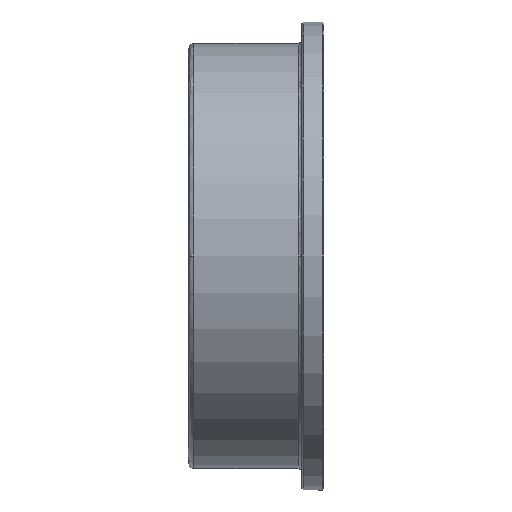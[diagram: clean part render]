
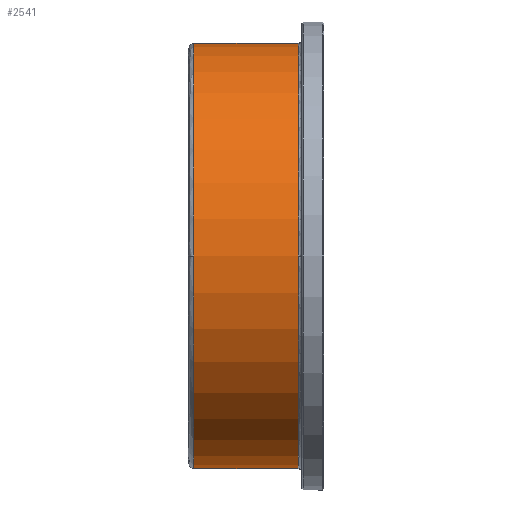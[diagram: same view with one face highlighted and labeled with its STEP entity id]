
A CAD part, front view. The second image highlights one B-rep face of the part: STEP entity #2541.
In plain terms, the highlighted cylindrical face has radius 17.45 mm (diameter 34.9 mm), a partial arc.
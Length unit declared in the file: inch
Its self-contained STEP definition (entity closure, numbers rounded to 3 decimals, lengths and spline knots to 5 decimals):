
#137 = CYLINDRICAL_SURFACE ( 'NONE', #2122, 0.687 ) ;
#139 = FACE_OUTER_BOUND ( 'NONE', #2042, .T. ) ;
#311 = CIRCLE ( 'NONE', #2241, 0.687 ) ;
#362 = CIRCLE ( 'NONE', #2260, 0.687 ) ;
#375 = CIRCLE ( 'NONE', #2256, 0.687 ) ;
#412 = VECTOR ( 'NONE', #2783, 39.37008 ) ;
#420 = LINE ( 'NONE', #2797, #412 ) ;
#429 = VECTOR ( 'NONE', #2676, 39.37008 ) ;
#435 = LINE ( 'NONE', #2661, #429 ) ;
#932 = CARTESIAN_POINT ( 'NONE',  ( 0.2185, 0., 0.687 ) ) ;
#1018 = CARTESIAN_POINT ( 'NONE',  ( -0.2013, -0.687, 0. ) ) ;
#1102 = CARTESIAN_POINT ( 'NONE',  ( -0.2013, 0., -0.687 ) ) ;
#1165 = CARTESIAN_POINT ( 'NONE',  ( 0.2185, 0., -0.687 ) ) ;
#1176 = CARTESIAN_POINT ( 'NONE',  ( -0.2013, 0., 0.687 ) ) ;
#1497 = ORIENTED_EDGE ( 'NONE', *, *, #2338, .F. ) ;
#1498 = ORIENTED_EDGE ( 'NONE', *, *, #2390, .F. ) ;
#1499 = ORIENTED_EDGE ( 'NONE', *, *, #2351, .T. ) ;
#1500 = ORIENTED_EDGE ( 'NONE', *, *, #2420, .T. ) ;
#1501 = ORIENTED_EDGE ( 'NONE', *, *, #2395, .T. ) ;
#1925 = VERTEX_POINT ( 'NONE', #1176 ) ;
#1927 = VERTEX_POINT ( 'NONE', #1165 ) ;
#1940 = VERTEX_POINT ( 'NONE', #1102 ) ;
#1976 = VERTEX_POINT ( 'NONE', #1018 ) ;
#1997 = VERTEX_POINT ( 'NONE', #932 ) ;
#2042 = EDGE_LOOP ( 'NONE', ( #1497, #1498, #1499, #1500, #1501 ) ) ;
#2122 = AXIS2_PLACEMENT_3D ( 'NONE', #3411, #3412, #3420 ) ;
#2241 = AXIS2_PLACEMENT_3D ( 'NONE', #2559, #2863, #2907 ) ;
#2256 = AXIS2_PLACEMENT_3D ( 'NONE', #3251, #3254, #3256 ) ;
#2260 = AXIS2_PLACEMENT_3D ( 'NONE', #3199, #3204, #3205 ) ;
#2338 = EDGE_CURVE ( 'NONE', #1927, #1940, #435, .T. ) ;
#2351 = EDGE_CURVE ( 'NONE', #1997, #1925, #420, .T. ) ;
#2390 = EDGE_CURVE ( 'NONE', #1997, #1927, #362, .T. ) ;
#2395 = EDGE_CURVE ( 'NONE', #1976, #1940, #375, .T. ) ;
#2420 = EDGE_CURVE ( 'NONE', #1925, #1976, #311, .T. ) ;
#2541 = ADVANCED_FACE ( 'NONE', ( #139 ), #137, .T. ) ;
#2559 = CARTESIAN_POINT ( 'NONE',  ( -0.2013, 0., 0. ) ) ;
#2661 = CARTESIAN_POINT ( 'NONE',  ( 0.21859, 0., -0.687 ) ) ;
#2676 = DIRECTION ( 'NONE',  ( -1., 0., 0. ) ) ;
#2783 = DIRECTION ( 'NONE',  ( -1., 0., 0. ) ) ;
#2797 = CARTESIAN_POINT ( 'NONE',  ( 0.21859, 0., 0.687 ) ) ;
#2863 = DIRECTION ( 'NONE',  ( 1., 0., 0. ) ) ;
#2907 = DIRECTION ( 'NONE',  ( 0., 0., -1. ) ) ;
#3199 = CARTESIAN_POINT ( 'NONE',  ( 0.2185, 0., 0. ) ) ;
#3204 = DIRECTION ( 'NONE',  ( 1., 0., 0. ) ) ;
#3205 = DIRECTION ( 'NONE',  ( 0., 0., -1. ) ) ;
#3251 = CARTESIAN_POINT ( 'NONE',  ( -0.2013, 0., 0. ) ) ;
#3254 = DIRECTION ( 'NONE',  ( 1., 0., 0. ) ) ;
#3256 = DIRECTION ( 'NONE',  ( 0., 0., -1. ) ) ;
#3411 = CARTESIAN_POINT ( 'NONE',  ( 0.21859, 0., 0. ) ) ;
#3412 = DIRECTION ( 'NONE',  ( -1., 0., 0. ) ) ;
#3420 = DIRECTION ( 'NONE',  ( 0., 0., 1. ) ) ;
